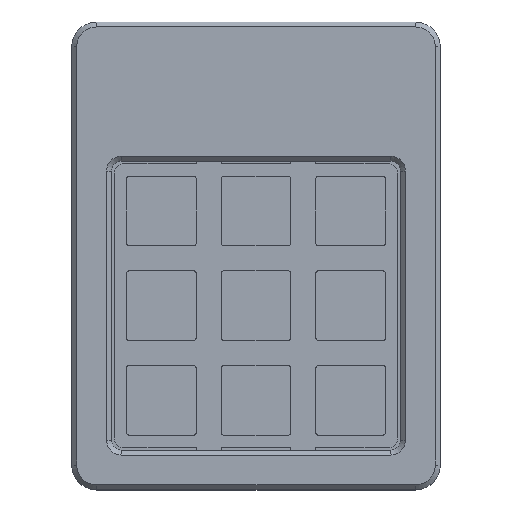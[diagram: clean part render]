
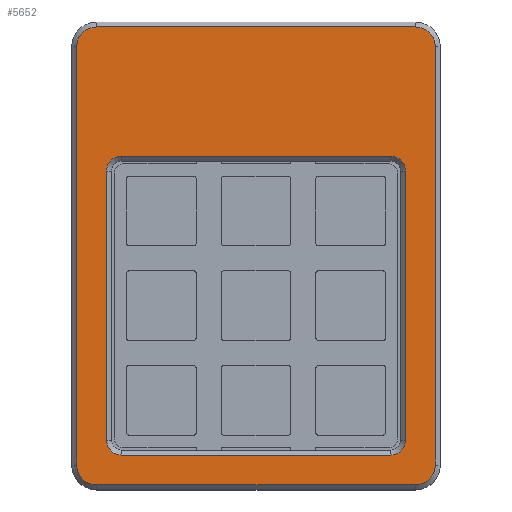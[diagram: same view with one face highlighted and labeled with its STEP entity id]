
A CAD part, top view. The second image highlights one B-rep face of the part: STEP entity #5652.
In plain terms, the highlighted planar face has unit normal (0, 0, 1).
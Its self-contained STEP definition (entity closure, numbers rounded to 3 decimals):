
#154=FACE_BOUND('',#1920,.T.);
#229=PLANE('',#6094);
#448=LINE('',#8615,#969);
#453=LINE('',#8629,#974);
#457=LINE('',#8641,#978);
#461=LINE('',#8653,#982);
#468=LINE('',#8670,#989);
#469=LINE('',#8674,#990);
#470=LINE('',#8678,#991);
#471=LINE('',#8682,#992);
#969=VECTOR('',#6873,10.);
#974=VECTOR('',#6886,10.);
#978=VECTOR('',#6898,10.);
#982=VECTOR('',#6910,10.);
#989=VECTOR('',#6933,10.);
#990=VECTOR('',#6936,10.);
#991=VECTOR('',#6939,10.);
#992=VECTOR('',#6942,10.);
#1589=FACE_OUTER_BOUND('',#1919,.T.);
#1919=EDGE_LOOP('',(#4176,#4177,#4178,#4179,#4180,#4181,#4182,#4183));
#1920=EDGE_LOOP('',(#4184,#4185,#4186,#4187,#4188,#4189,#4190,#4191));
#2272=CIRCLE('',#6077,4.);
#2274=CIRCLE('',#6081,4.);
#2276=CIRCLE('',#6085,4.);
#2278=CIRCLE('',#6089,4.);
#2279=CIRCLE('',#6095,3.);
#2280=CIRCLE('',#6096,3.);
#2281=CIRCLE('',#6097,3.);
#2282=CIRCLE('',#6098,3.);
#2595=VERTEX_POINT('',#8612);
#2596=VERTEX_POINT('',#8614);
#2599=VERTEX_POINT('',#8622);
#2601=VERTEX_POINT('',#8627);
#2603=VERTEX_POINT('',#8634);
#2605=VERTEX_POINT('',#8639);
#2607=VERTEX_POINT('',#8646);
#2609=VERTEX_POINT('',#8651);
#2610=VERTEX_POINT('',#8668);
#2611=VERTEX_POINT('',#8669);
#2612=VERTEX_POINT('',#8671);
#2613=VERTEX_POINT('',#8673);
#2614=VERTEX_POINT('',#8675);
#2615=VERTEX_POINT('',#8677);
#2616=VERTEX_POINT('',#8679);
#2617=VERTEX_POINT('',#8681);
#3185=EDGE_CURVE('',#2595,#2596,#448,.T.);
#3190=EDGE_CURVE('',#2599,#2595,#2272,.T.);
#3192=EDGE_CURVE('',#2601,#2599,#453,.T.);
#3196=EDGE_CURVE('',#2603,#2601,#2274,.T.);
#3198=EDGE_CURVE('',#2605,#2603,#457,.T.);
#3202=EDGE_CURVE('',#2607,#2605,#2276,.T.);
#3204=EDGE_CURVE('',#2609,#2607,#461,.T.);
#3207=EDGE_CURVE('',#2596,#2609,#2278,.T.);
#3213=EDGE_CURVE('',#2610,#2611,#468,.T.);
#3214=EDGE_CURVE('',#2612,#2610,#2279,.T.);
#3215=EDGE_CURVE('',#2613,#2612,#469,.T.);
#3216=EDGE_CURVE('',#2614,#2613,#2280,.T.);
#3217=EDGE_CURVE('',#2615,#2614,#470,.T.);
#3218=EDGE_CURVE('',#2616,#2615,#2281,.T.);
#3219=EDGE_CURVE('',#2617,#2616,#471,.T.);
#3220=EDGE_CURVE('',#2611,#2617,#2282,.T.);
#4176=ORIENTED_EDGE('',*,*,#3185,.F.);
#4177=ORIENTED_EDGE('',*,*,#3190,.F.);
#4178=ORIENTED_EDGE('',*,*,#3192,.F.);
#4179=ORIENTED_EDGE('',*,*,#3196,.F.);
#4180=ORIENTED_EDGE('',*,*,#3198,.F.);
#4181=ORIENTED_EDGE('',*,*,#3202,.F.);
#4182=ORIENTED_EDGE('',*,*,#3204,.F.);
#4183=ORIENTED_EDGE('',*,*,#3207,.F.);
#4184=ORIENTED_EDGE('',*,*,#3213,.F.);
#4185=ORIENTED_EDGE('',*,*,#3214,.F.);
#4186=ORIENTED_EDGE('',*,*,#3215,.F.);
#4187=ORIENTED_EDGE('',*,*,#3216,.F.);
#4188=ORIENTED_EDGE('',*,*,#3217,.F.);
#4189=ORIENTED_EDGE('',*,*,#3218,.F.);
#4190=ORIENTED_EDGE('',*,*,#3219,.F.);
#4191=ORIENTED_EDGE('',*,*,#3220,.F.);
#5652=ADVANCED_FACE('',(#1589,#154),#229,.T.);
#6077=AXIS2_PLACEMENT_3D('',#8624,#6881,#6882);
#6081=AXIS2_PLACEMENT_3D('',#8636,#6893,#6894);
#6085=AXIS2_PLACEMENT_3D('',#8648,#6905,#6906);
#6089=AXIS2_PLACEMENT_3D('',#8657,#6916,#6917);
#6094=AXIS2_PLACEMENT_3D('',#8667,#6931,#6932);
#6095=AXIS2_PLACEMENT_3D('',#8672,#6934,#6935);
#6096=AXIS2_PLACEMENT_3D('',#8676,#6937,#6938);
#6097=AXIS2_PLACEMENT_3D('',#8680,#6940,#6941);
#6098=AXIS2_PLACEMENT_3D('',#8683,#6943,#6944);
#6873=DIRECTION('',(1.,0.,0.));
#6881=DIRECTION('center_axis',(0.,0.,-1.));
#6882=DIRECTION('ref_axis',(-0.707,0.707,0.));
#6886=DIRECTION('',(0.,1.,0.));
#6893=DIRECTION('center_axis',(0.,0.,-1.));
#6894=DIRECTION('ref_axis',(-0.707,-0.707,0.));
#6898=DIRECTION('',(-1.,0.,0.));
#6905=DIRECTION('center_axis',(0.,0.,-1.));
#6906=DIRECTION('ref_axis',(0.707,-0.707,0.));
#6910=DIRECTION('',(0.,-1.,0.));
#6916=DIRECTION('center_axis',(0.,0.,-1.));
#6917=DIRECTION('ref_axis',(0.707,0.707,0.));
#6931=DIRECTION('center_axis',(0.,0.,1.));
#6932=DIRECTION('ref_axis',(1.,0.,0.));
#6933=DIRECTION('',(-1.,0.,0.));
#6934=DIRECTION('center_axis',(0.,0.,1.));
#6935=DIRECTION('ref_axis',(0.707,0.707,0.));
#6936=DIRECTION('',(0.,1.,0.));
#6937=DIRECTION('center_axis',(0.,0.,1.));
#6938=DIRECTION('ref_axis',(0.707,-0.707,0.));
#6939=DIRECTION('',(1.,0.,0.));
#6940=DIRECTION('center_axis',(0.,0.,1.));
#6941=DIRECTION('ref_axis',(-0.707,-0.707,0.));
#6942=DIRECTION('',(0.,-1.,0.));
#6943=DIRECTION('center_axis',(0.,0.,1.));
#6944=DIRECTION('ref_axis',(-0.707,0.707,0.));
#8612=CARTESIAN_POINT('',(-3.5,27.5,8.5));
#8614=CARTESIAN_POINT('',(60.65,27.5,8.5));
#8615=CARTESIAN_POINT('',(47.113,27.5,8.5));
#8622=CARTESIAN_POINT('',(-7.5,23.5,8.5));
#8624=CARTESIAN_POINT('Origin',(-3.5,23.5,8.5));
#8627=CARTESIAN_POINT('',(-7.5,-60.65,8.5));
#8629=CARTESIAN_POINT('',(-7.5,4.963,8.5));
#8634=CARTESIAN_POINT('',(-3.5,-64.65,8.5));
#8636=CARTESIAN_POINT('Origin',(-3.5,-60.65,8.5));
#8639=CARTESIAN_POINT('',(60.65,-64.65,8.5));
#8641=CARTESIAN_POINT('',(10.038,-64.65,8.5));
#8646=CARTESIAN_POINT('',(64.65,-60.65,8.5));
#8648=CARTESIAN_POINT('Origin',(60.65,-60.65,8.5));
#8651=CARTESIAN_POINT('',(64.65,23.5,8.5));
#8653=CARTESIAN_POINT('',(64.65,-42.113,8.5));
#8657=CARTESIAN_POINT('Origin',(60.65,23.5,8.5));
#8667=CARTESIAN_POINT('Origin',(28.575,-18.575,8.5));
#8668=CARTESIAN_POINT('',(55.65,1.5,8.5));
#8669=CARTESIAN_POINT('',(1.5,1.5,8.5));
#8670=CARTESIAN_POINT('',(14.037,1.5,8.5));
#8671=CARTESIAN_POINT('',(58.65,-1.5,8.5));
#8672=CARTESIAN_POINT('Origin',(55.65,-1.5,8.5));
#8673=CARTESIAN_POINT('',(58.65,-55.65,8.5));
#8674=CARTESIAN_POINT('',(58.65,-9.038,8.5));
#8675=CARTESIAN_POINT('',(55.65,-58.65,8.5));
#8676=CARTESIAN_POINT('Origin',(55.65,-55.65,8.5));
#8677=CARTESIAN_POINT('',(1.5,-58.65,8.5));
#8678=CARTESIAN_POINT('',(43.113,-58.65,8.5));
#8679=CARTESIAN_POINT('',(-1.5,-55.65,8.5));
#8680=CARTESIAN_POINT('Origin',(1.5,-55.65,8.5));
#8681=CARTESIAN_POINT('',(-1.5,-1.5,8.5));
#8682=CARTESIAN_POINT('',(-1.5,-38.113,8.5));
#8683=CARTESIAN_POINT('Origin',(1.5,-1.5,8.5));
